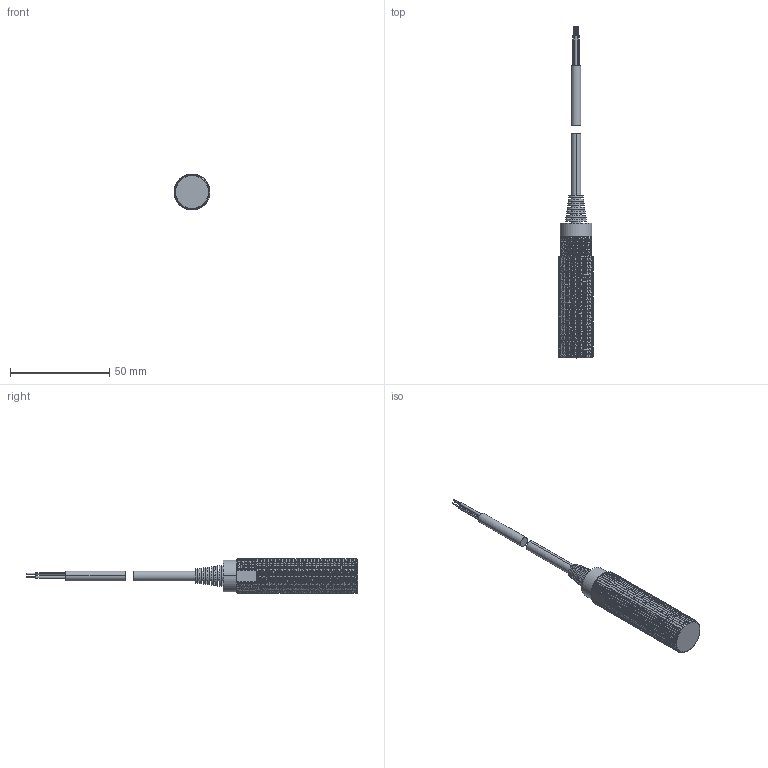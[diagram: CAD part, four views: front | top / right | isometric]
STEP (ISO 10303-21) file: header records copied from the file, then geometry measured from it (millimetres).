
FILE_DESCRIPTION((''),'2;1');
FILE_NAME('OCN1-1808X-X3LX','2017-03-10T',('Administrator'),(''),'PRO/ENGINEER BY PARAMETRIC TECHNOLOGY CORPORATION, 2007170','PRO/ENGINEER BY PARAMETRIC TECHNOLOGY CORPORATION, 2007170','');
FILE_SCHEMA(('CONFIG_CONTROL_DESIGN'));
Length unit declared in the file: millimetre
Products named in the file (1): OCN1-1808X-X3LX
Bounding box: 18 x 167.32 x 18 mm (x, y, z)
Volume: 16227.7 mm3; surface area: 10097.8 mm2
Topology: 17 solids, 18 shells, 503 faces, 1319 edges, 869 vertices
Faces by surface type: cylinder 219, plane 143, bspline 102, cone 33, sphere 6
Entity records: 38148 total; most frequent: CARTESIAN_POINT 27252, ORIENTED_EDGE 2624, DIRECTION 1601, EDGE_CURVE 1313, VERTEX_POINT 869, B_SPLINE_CURVE_WITH_KNOTS 683, AXIS2_PLACEMENT_3D 569, EDGE_LOOP 527
